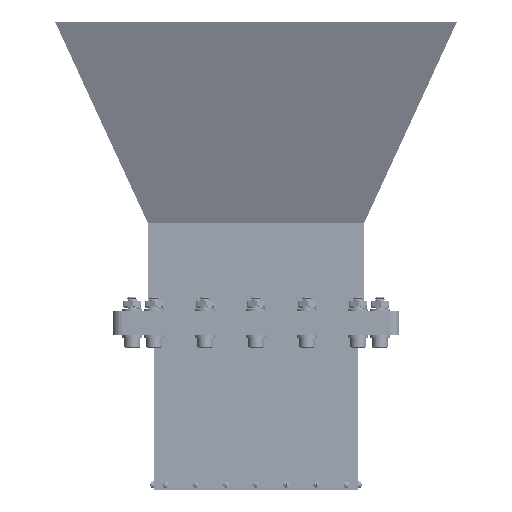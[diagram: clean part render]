
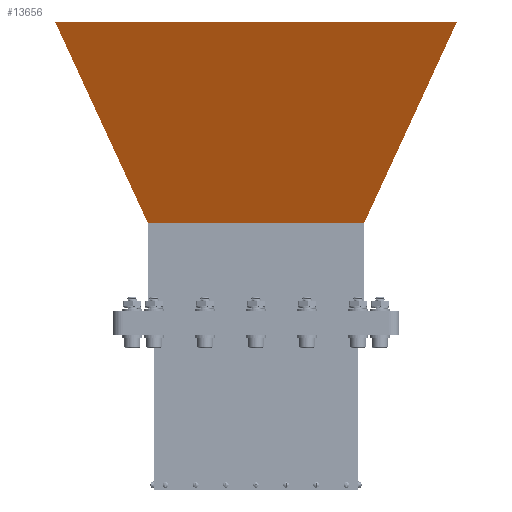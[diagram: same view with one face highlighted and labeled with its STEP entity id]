
A CAD part, front view. The second image highlights one B-rep face of the part: STEP entity #13656.
In plain terms, the highlighted face is planar.
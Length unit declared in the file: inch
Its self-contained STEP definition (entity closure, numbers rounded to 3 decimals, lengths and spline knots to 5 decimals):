
#1079 = VECTOR ( 'NONE', #5423, 39.37008 ) ;
#2405 = VERTEX_POINT ( 'NONE', #2828 ) ;
#2828 = CARTESIAN_POINT ( 'NONE',  ( 11.81102, -5.51181, 7.87402 ) ) ;
#3491 = LINE ( 'NONE', #7133, #17338 ) ;
#3582 = CARTESIAN_POINT ( 'NONE',  ( -0.25149, -0.62016, 0. ) ) ;
#5423 = DIRECTION ( 'NONE',  ( 0., 0., -1. ) ) ;
#6160 = EDGE_CURVE ( 'NONE', #7944, #20868, #3491, .T. ) ;
#6558 = DIRECTION ( 'NONE',  ( 0.852, -0.346, -0.393 ) ) ;
#7133 = CARTESIAN_POINT ( 'NONE',  ( 3.93701, -2.3187, -4.2437 ) ) ;
#7821 = CARTESIAN_POINT ( 'NONE',  ( 3.93701, -2.3187, -4.2437 ) ) ;
#7944 = VERTEX_POINT ( 'NONE', #7821 ) ;
#10133 = EDGE_CURVE ( 'NONE', #14868, #7944, #12350, .T. ) ;
#11052 = AXIS2_PLACEMENT_3D ( 'NONE', #3582, #18526, #33139 ) ;
#12350 = LINE ( 'NONE', #31416, #28686 ) ;
#13656 = ADVANCED_FACE ( 'NONE', ( #29702 ), #15295, .F. ) ;
#14432 = LINE ( 'NONE', #34402, #1079 ) ;
#14868 = VERTEX_POINT ( 'NONE', #19164 ) ;
#15295 = PLANE ( 'NONE',  #11052 ) ;
#17056 = CARTESIAN_POINT ( 'NONE',  ( 11.81102, -5.51181, -7.87402 ) ) ;
#17338 = VECTOR ( 'NONE', #6558, 39.37008 ) ;
#18526 = DIRECTION ( 'NONE',  ( 0.376, 0.927, 0. ) ) ;
#19164 = CARTESIAN_POINT ( 'NONE',  ( 3.93701, -2.3187, 4.2437 ) ) ;
#20031 = ORIENTED_EDGE ( 'NONE', *, *, #6160, .T. ) ;
#20868 = VERTEX_POINT ( 'NONE', #17056 ) ;
#24983 = LINE ( 'NONE', #27859, #24994 ) ;
#24994 = VECTOR ( 'NONE', #28043, 39.37008 ) ;
#25052 = EDGE_LOOP ( 'NONE', ( #20031, #26478, #29648, #32769 ) ) ;
#26478 = ORIENTED_EDGE ( 'NONE', *, *, #30439, .F. ) ;
#27859 = CARTESIAN_POINT ( 'NONE',  ( 3.93701, -2.3187, 4.2437 ) ) ;
#28043 = DIRECTION ( 'NONE',  ( 0.852, -0.346, 0.393 ) ) ;
#28549 = DIRECTION ( 'NONE',  ( 0., 0., -1. ) ) ;
#28686 = VECTOR ( 'NONE', #28549, 39.37008 ) ;
#29648 = ORIENTED_EDGE ( 'NONE', *, *, #37383, .F. ) ;
#29702 = FACE_OUTER_BOUND ( 'NONE', #25052, .T. ) ;
#30439 = EDGE_CURVE ( 'NONE', #2405, #20868, #14432, .T. ) ;
#31416 = CARTESIAN_POINT ( 'NONE',  ( 3.93701, -2.3187, 0. ) ) ;
#32769 = ORIENTED_EDGE ( 'NONE', *, *, #10133, .T. ) ;
#33139 = DIRECTION ( 'NONE',  ( -0.927, 0.376, 0. ) ) ;
#34402 = CARTESIAN_POINT ( 'NONE',  ( 11.81102, -5.51181, 7.87402 ) ) ;
#37383 = EDGE_CURVE ( 'NONE', #14868, #2405, #24983, .T. ) ;
